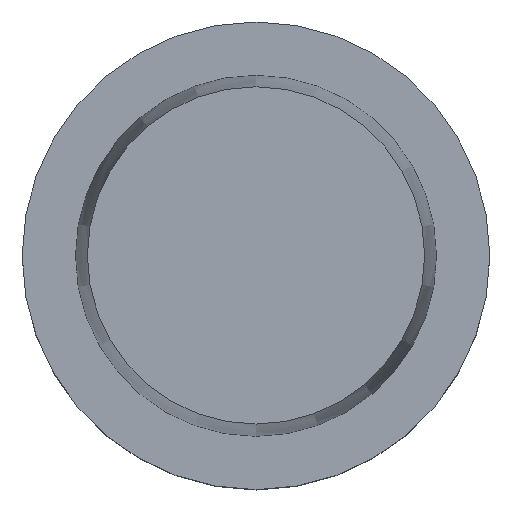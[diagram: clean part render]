
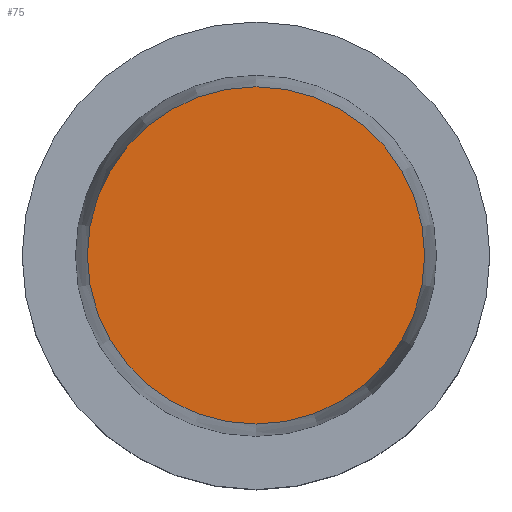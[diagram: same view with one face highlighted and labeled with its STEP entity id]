
A CAD part, top view. The second image highlights one B-rep face of the part: STEP entity #75.
In plain terms, the highlighted planar face has unit normal (0, 0, 1).
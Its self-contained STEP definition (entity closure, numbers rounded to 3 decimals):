
#75=ADVANCED_FACE('',(#92),#93,.T.);
#92=FACE_OUTER_BOUND('',#138,.T.);
#93=PLANE('',#139);
#138=EDGE_LOOP('',(#184));
#139=AXIS2_PLACEMENT_3D('',#185,#186,#187);
#184=ORIENTED_EDGE('',*,*,#262,.F.);
#185=CARTESIAN_POINT('',(0.,11.357,32.0));
#186=DIRECTION('',(0.,0.,1.0));
#187=DIRECTION('',(0.,-1.0,0.));
#262=EDGE_CURVE('',#277,#277,#278,.T.);
#277=VERTEX_POINT('',#307);
#278=CIRCLE('',#308,22.715);
#307=CARTESIAN_POINT('',(0.,22.715,32.0));
#308=AXIS2_PLACEMENT_3D('',#337,#338,#339);
#337=CARTESIAN_POINT('',(0.,0.,32.0));
#338=DIRECTION('',(0.,0.,-1.0));
#339=DIRECTION('',(0.,1.0,0.));
